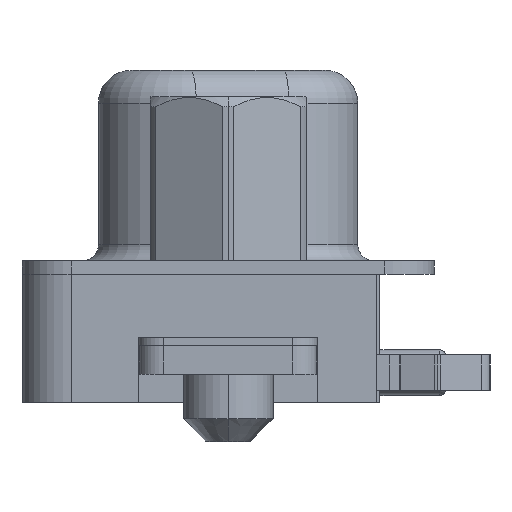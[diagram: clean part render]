
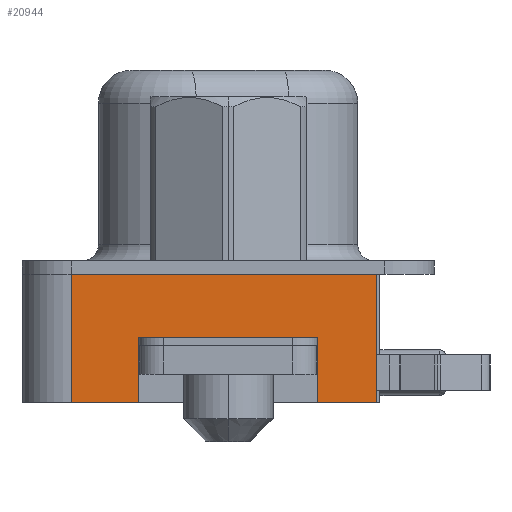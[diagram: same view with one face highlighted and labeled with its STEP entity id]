
A CAD part, left-side view. The second image highlights one B-rep face of the part: STEP entity #20944.
In plain terms, the highlighted planar face has unit normal (-1, 0, 0).
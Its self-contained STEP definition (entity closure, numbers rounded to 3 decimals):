
#608 = VERTEX_POINT ( 'NONE', #20486 ) ;
#610 = VERTEX_POINT ( 'NONE', #20401 ) ;
#812 = VERTEX_POINT ( 'NONE', #19618 ) ;
#816 = VERTEX_POINT ( 'NONE', #19756 ) ;
#843 = VERTEX_POINT ( 'NONE', #19574 ) ;
#894 = VERTEX_POINT ( 'NONE', #19686 ) ;
#1733 = EDGE_CURVE ( 'NONE', #610, #608, #6699, .T. ) ;
#1752 = EDGE_CURVE ( 'NONE', #894, #610, #9069, .T. ) ;
#1913 = EDGE_CURVE ( 'NONE', #608, #843, #9417, .T. ) ;
#1930 = EDGE_CURVE ( 'NONE', #812, #816, #9456, .T. ) ;
#1977 = EDGE_CURVE ( 'NONE', #20219, #19876, #9523, .T. ) ;
#2073 = EDGE_CURVE ( 'NONE', #812, #20219, #9697, .T. ) ;
#2074 = EDGE_CURVE ( 'NONE', #894, #816, #9699, .T. ) ;
#2075 = EDGE_CURVE ( 'NONE', #843, #19876, #9701, .T. ) ;
#2994 = EDGE_LOOP ( 'NONE', ( #3427, #3428, #3429, #3430, #3431, #3432, #3433, #3434 ) ) ;
#3427 = ORIENTED_EDGE ( 'NONE', *, *, #1752, .F. ) ;
#3428 = ORIENTED_EDGE ( 'NONE', *, *, #2074, .T. ) ;
#3429 = ORIENTED_EDGE ( 'NONE', *, *, #1930, .F. ) ;
#3430 = ORIENTED_EDGE ( 'NONE', *, *, #2073, .T. ) ;
#3431 = ORIENTED_EDGE ( 'NONE', *, *, #1977, .T. ) ;
#3432 = ORIENTED_EDGE ( 'NONE', *, *, #2075, .F. ) ;
#3433 = ORIENTED_EDGE ( 'NONE', *, *, #1913, .F. ) ;
#3434 = ORIENTED_EDGE ( 'NONE', *, *, #1733, .F. ) ;
#6699 = LINE ( 'NONE', #8774, #6704 ) ;
#6704 = VECTOR ( 'NONE', #8780, 1000. ) ;
#8774 = CARTESIAN_POINT ( 'NONE',  ( -26.519, 2.725, -2.32 ) ) ;
#8780 = DIRECTION ( 'NONE',  ( 0., 0., -1. ) ) ;
#8821 = CARTESIAN_POINT ( 'NONE',  ( -26.519, -2.725, -2.32 ) ) ;
#8822 = DIRECTION ( 'NONE',  ( 0., 1., 0. ) ) ;
#9069 = LINE ( 'NONE', #8821, #9072 ) ;
#9072 = VECTOR ( 'NONE', #8822, 1000. ) ;
#9417 = LINE ( 'NONE', #10382, #9421 ) ;
#9421 = VECTOR ( 'NONE', #10383, 1000. ) ;
#9456 = LINE ( 'NONE', #10412, #9461 ) ;
#9461 = VECTOR ( 'NONE', #10416, 1000. ) ;
#9523 = LINE ( 'NONE', #10544, #9528 ) ;
#9528 = VECTOR ( 'NONE', #10541, 1000. ) ;
#9697 = LINE ( 'NONE', #10770, #9700 ) ;
#9699 = LINE ( 'NONE', #10772, #9702 ) ;
#9700 = VECTOR ( 'NONE', #10771, 1000. ) ;
#9701 = LINE ( 'NONE', #10774, #9704 ) ;
#9702 = VECTOR ( 'NONE', #10773, 1000. ) ;
#9704 = VECTOR ( 'NONE', #10775, 1000. ) ;
#10382 = CARTESIAN_POINT ( 'NONE',  ( -26.519, 4.775, -4.3 ) ) ;
#10383 = DIRECTION ( 'NONE',  ( 0., 1., 0. ) ) ;
#10412 = CARTESIAN_POINT ( 'NONE',  ( -26.519, 4.775, -4.3 ) ) ;
#10416 = DIRECTION ( 'NONE',  ( 0., 1., 0. ) ) ;
#10541 = DIRECTION ( 'NONE',  ( 0., 1., 0. ) ) ;
#10544 = CARTESIAN_POINT ( 'NONE',  ( -26.519, 4.775, -0.4 ) ) ;
#10770 = CARTESIAN_POINT ( 'NONE',  ( -26.519, -4.525, -4.3 ) ) ;
#10771 = DIRECTION ( 'NONE',  ( 0., 0., 1. ) ) ;
#10772 = CARTESIAN_POINT ( 'NONE',  ( -26.519, -2.725, -2.32 ) ) ;
#10773 = DIRECTION ( 'NONE',  ( 0., 0., -1. ) ) ;
#10774 = CARTESIAN_POINT ( 'NONE',  ( -26.519, 4.775, -4.3 ) ) ;
#10775 = DIRECTION ( 'NONE',  ( 0., 0., 1. ) ) ;
#14580 = CARTESIAN_POINT ( 'NONE',  ( -26.519, 4.775, -0.4 ) ) ;
#14924 = CARTESIAN_POINT ( 'NONE',  ( -26.519, -4.525, -0.4 ) ) ;
#17921 = FACE_OUTER_BOUND ( 'NONE', #2994, .T. ) ;
#18264 = AXIS2_PLACEMENT_3D ( 'NONE', #18713, #18714, #18715 ) ;
#18693 = PLANE ( 'NONE',  #18264 ) ;
#18713 = CARTESIAN_POINT ( 'NONE',  ( -26.519, 4.775, -4.3 ) ) ;
#18714 = DIRECTION ( 'NONE',  ( 1., 0., 0. ) ) ;
#18715 = DIRECTION ( 'NONE',  ( 0., 1., 0. ) ) ;
#19574 = CARTESIAN_POINT ( 'NONE',  ( -26.519, 4.775, -4.3 ) ) ;
#19618 = CARTESIAN_POINT ( 'NONE',  ( -26.519, -4.525, -4.3 ) ) ;
#19686 = CARTESIAN_POINT ( 'NONE',  ( -26.519, -2.725, -2.32 ) ) ;
#19756 = CARTESIAN_POINT ( 'NONE',  ( -26.519, -2.725, -4.3 ) ) ;
#19876 = VERTEX_POINT ( 'NONE', #14580 ) ;
#20219 = VERTEX_POINT ( 'NONE', #14924 ) ;
#20401 = CARTESIAN_POINT ( 'NONE',  ( -26.519, 2.725, -2.32 ) ) ;
#20486 = CARTESIAN_POINT ( 'NONE',  ( -26.519, 2.725, -4.3 ) ) ;
#20944 = ADVANCED_FACE ( 'NONE', ( #17921 ), #18693, .F. ) ;
